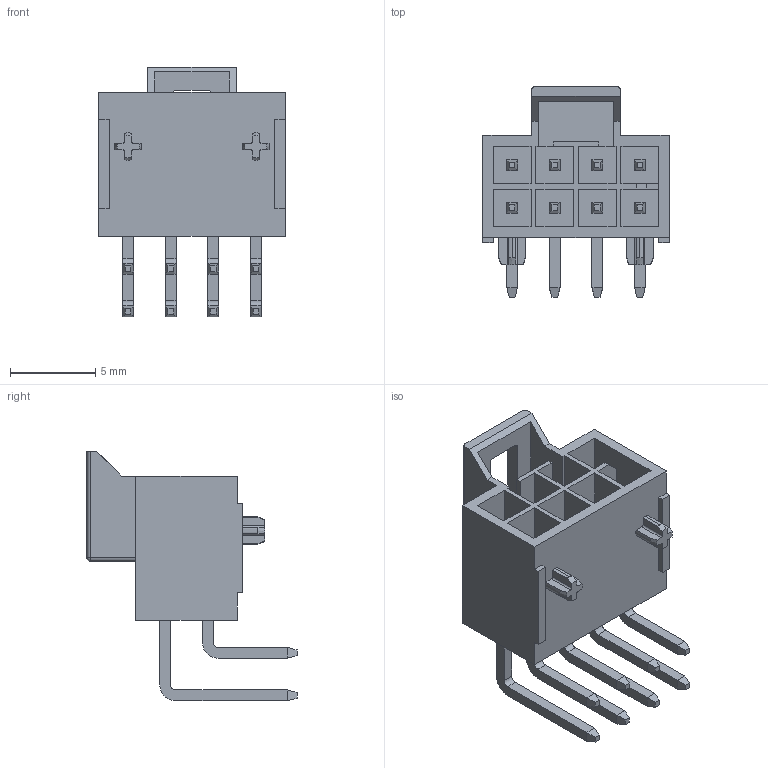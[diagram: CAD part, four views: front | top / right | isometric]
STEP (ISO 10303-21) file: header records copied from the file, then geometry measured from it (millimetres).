
FILE_DESCRIPTION (( 'STEP AP214' ), '1' );
FILE_NAME ('1053141108.STEP', '2021-09-07T19:57:24', ( '' ), ( '' ), 'SwSTEP 2.0', 'SolidWorks 2018', '' );
FILE_SCHEMA (( 'AUTOMOTIVE_DESIGN' ));
Length unit declared in the file: millimetre
Products named in the file (3): 1053141108; 1.STEP; 1053141108.STEP
Assembly tree (2 placements, depth 3):
  1053141108
    1053141108.STEP
      1.STEP
Bounding box: 10.94 x 12.34 x 14.66 mm (x, y, z)
Volume: 389.4 mm3; surface area: 1249.8 mm2
Topology: 1 solids, 1 shells, 305 faces, 776 edges, 492 vertices
Faces by surface type: plane 251, cylinder 42, cone 10, sphere 2
Entity records: 12471 total; most frequent: CARTESIAN_POINT 1641, ORIENTED_EDGE 1548, DIRECTION 1476, EDGE_CURVE 774, VECTOR 662, LINE 662, VERTEX_POINT 492, AXIS2_PLACEMENT_3D 407
